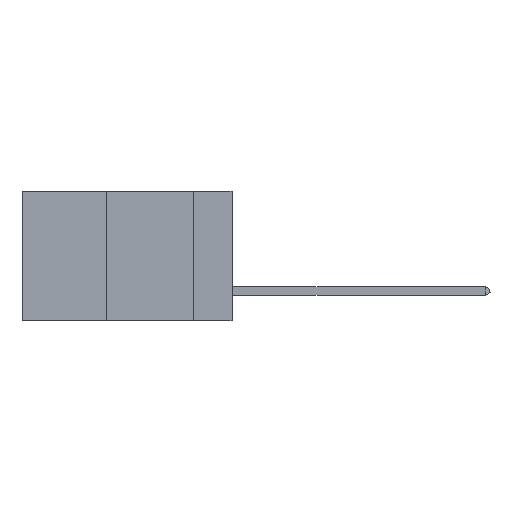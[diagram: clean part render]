
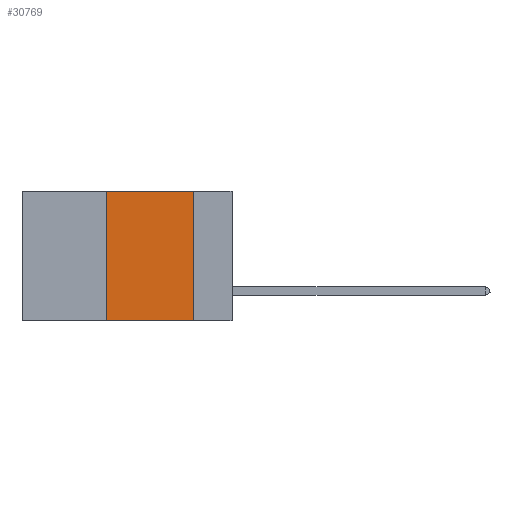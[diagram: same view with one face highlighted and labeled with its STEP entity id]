
A CAD part, left-side view. The second image highlights one B-rep face of the part: STEP entity #30769.
In plain terms, the highlighted planar face has unit normal (-1, 0, 0).
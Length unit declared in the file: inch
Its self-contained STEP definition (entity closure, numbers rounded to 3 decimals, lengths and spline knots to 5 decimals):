
#898 = EDGE_CURVE ( 'NONE', #37265, #15663, #43774, .T. ) ;
#998 = CARTESIAN_POINT ( 'NONE',  ( 0., 0.11, -0.37 ) ) ;
#1476 = DIRECTION ( 'NONE',  ( 0., -1., 0. ) ) ;
#2133 = CARTESIAN_POINT ( 'NONE',  ( 0., 0.6, -0.37 ) ) ;
#2625 = DIRECTION ( 'NONE',  ( 0., 0., -1. ) ) ;
#3083 = VECTOR ( 'NONE', #23633, 39.37008 ) ;
#7629 = ORIENTED_EDGE ( 'NONE', *, *, #22040, .F. ) ;
#7658 = VERTEX_POINT ( 'NONE', #39370 ) ;
#8205 = ORIENTED_EDGE ( 'NONE', *, *, #13159, .F. ) ;
#11808 = CARTESIAN_POINT ( 'NONE',  ( 0., 0.36, 0. ) ) ;
#13063 = PLANE ( 'NONE',  #27403 ) ;
#13159 = EDGE_CURVE ( 'NONE', #7658, #24625, #20734, .T. ) ;
#15663 = VERTEX_POINT ( 'NONE', #11808 ) ;
#17057 = CARTESIAN_POINT ( 'NONE',  ( 0., 0.6, 0. ) ) ;
#17124 = ORIENTED_EDGE ( 'NONE', *, *, #898, .F. ) ;
#17945 = VECTOR ( 'NONE', #1476, 39.37008 ) ;
#18505 = DIRECTION ( 'NONE',  ( 0., -1., 0. ) ) ;
#19141 = VECTOR ( 'NONE', #18505, 39.37008 ) ;
#19506 = FACE_OUTER_BOUND ( 'NONE', #39406, .T. ) ;
#19863 = CARTESIAN_POINT ( 'NONE',  ( 0., 0.11, 0. ) ) ;
#20734 = LINE ( 'NONE', #19863, #3083 ) ;
#22040 = EDGE_CURVE ( 'NONE', #15663, #7658, #25396, .T. ) ;
#23507 = DIRECTION ( 'NONE',  ( 1., 0., 0. ) ) ;
#23633 = DIRECTION ( 'NONE',  ( 0., 0., -1. ) ) ;
#24625 = VERTEX_POINT ( 'NONE', #998 ) ;
#25396 = LINE ( 'NONE', #28297, #19141 ) ;
#25474 = LINE ( 'NONE', #2133, #17945 ) ;
#27403 = AXIS2_PLACEMENT_3D ( 'NONE', #17057, #23507, #2625 ) ;
#28297 = CARTESIAN_POINT ( 'NONE',  ( 0., 0.6, 0. ) ) ;
#28470 = ORIENTED_EDGE ( 'NONE', *, *, #36641, .T. ) ;
#29836 = VECTOR ( 'NONE', #30633, 39.37008 ) ;
#29973 = CARTESIAN_POINT ( 'NONE',  ( 0., 0.36, 0. ) ) ;
#30633 = DIRECTION ( 'NONE',  ( 0., 0., 1. ) ) ;
#30769 = ADVANCED_FACE ( 'NONE', ( #19506 ), #13063, .F. ) ;
#34264 = CARTESIAN_POINT ( 'NONE',  ( 0., 0.36, -0.37 ) ) ;
#36641 = EDGE_CURVE ( 'NONE', #37265, #24625, #25474, .T. ) ;
#37265 = VERTEX_POINT ( 'NONE', #34264 ) ;
#39370 = CARTESIAN_POINT ( 'NONE',  ( 0., 0.11, 0. ) ) ;
#39406 = EDGE_LOOP ( 'NONE', ( #8205, #7629, #17124, #28470 ) ) ;
#43774 = LINE ( 'NONE', #29973, #29836 ) ;
